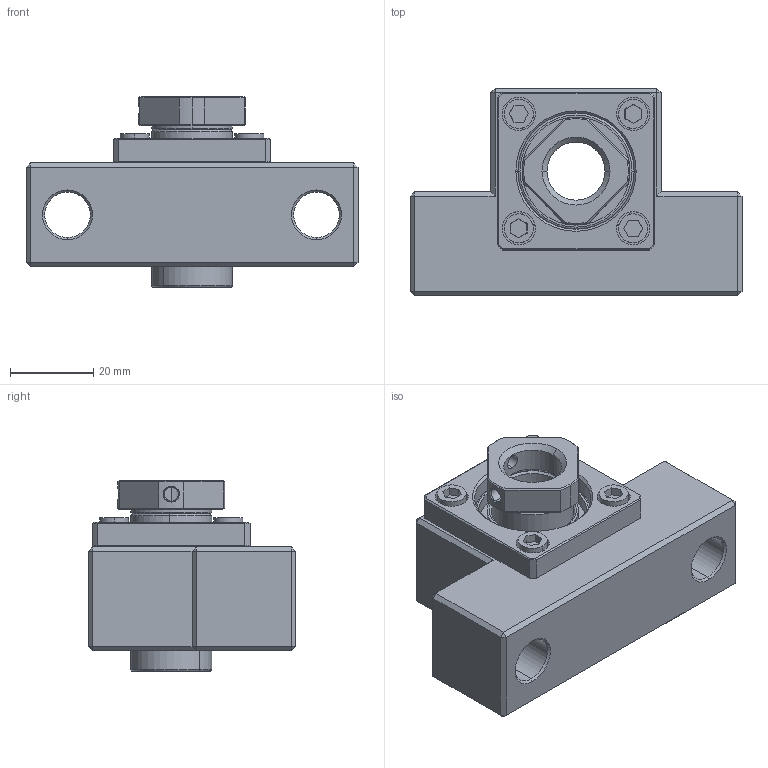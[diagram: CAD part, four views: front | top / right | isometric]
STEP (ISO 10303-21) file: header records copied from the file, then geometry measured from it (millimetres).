
FILE_DESCRIPTION (( 'STEP AP203' ), '1' );
FILE_NAME ('EK15²Õ¦X.STEP', '2017-12-28T05:23:20', ( '' ), ( '' ), 'SwSTEP 2.0', 'SolidWorks 2017', '' );
FILE_SCHEMA (( 'CONFIG_CONTROL_DESIGN' ));
Length unit declared in the file: millimetre
Products named in the file (1): EK15組合
Bounding box: 80 x 50 x 46 mm (x, y, z)
Surface area: 21851.4 mm2 (no closed solid volume)
Topology: 0 solids, 13 shells, 230 faces, 537 edges, 327 vertices
Faces by surface type: plane 108, cylinder 63, cone 41, torus 14, bspline 4
Entity records: 6970 total; most frequent: CARTESIAN_POINT 1643, DIRECTION 1143, ORIENTED_EDGE 992, EDGE_CURVE 537, AXIS2_PLACEMENT_3D 429, VERTEX_POINT 327, VECTOR 285, LINE 285
